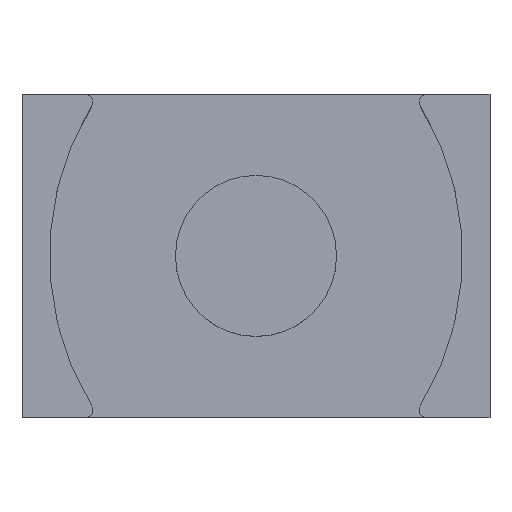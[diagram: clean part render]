
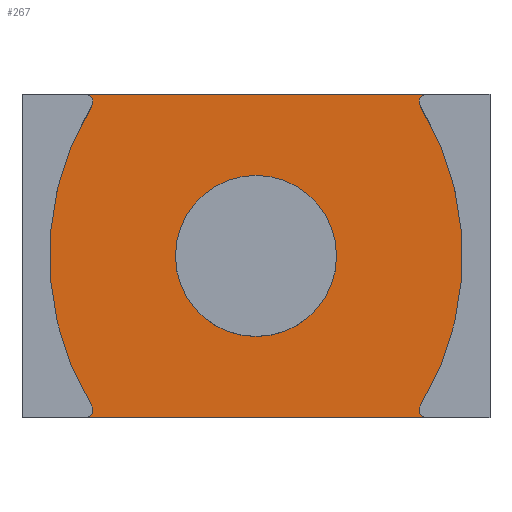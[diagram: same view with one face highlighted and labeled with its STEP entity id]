
A CAD part, top view. The second image highlights one B-rep face of the part: STEP entity #267.
In plain terms, the highlighted planar face has unit normal (0, 0, 1).
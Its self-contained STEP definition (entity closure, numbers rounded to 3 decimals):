
#32 = EDGE_CURVE('',#33,#35,#37,.T.);
#33 = VERTEX_POINT('',#34);
#34 = CARTESIAN_POINT('',(0.,3.657,-3.497));
#35 = VERTEX_POINT('',#36);
#36 = CARTESIAN_POINT('',(0.,-7.493,-3.497));
#37 = CIRCLE('',#38,5.575);
#38 = AXIS2_PLACEMENT_3D('',#39,#40,#41);
#39 = CARTESIAN_POINT('',(0.,-1.918,-3.497));
#40 = DIRECTION('',(0.,0.,-1.));
#41 = DIRECTION('',(0.,-1.,0.));
#74 = EDGE_CURVE('',#75,#77,#79,.T.);
#75 = VERTEX_POINT('',#76);
#76 = CARTESIAN_POINT('',(-11.838,9.282,-3.497));
#77 = VERTEX_POINT('',#78);
#78 = CARTESIAN_POINT('',(-11.38,8.467,-3.497));
#79 = CIRCLE('',#80,0.536);
#80 = AXIS2_PLACEMENT_3D('',#81,#82,#83);
#81 = CARTESIAN_POINT('',(-11.838,8.746,-3.497));
#82 = DIRECTION('',(0.,0.,-1.));
#83 = DIRECTION('',(0.,-1.,0.));
#117 = EDGE_CURVE('',#118,#77,#120,.T.);
#118 = VERTEX_POINT('',#119);
#119 = CARTESIAN_POINT('',(-11.38,-12.302,-3.497));
#120 = CIRCLE('',#121,19.926);
#121 = AXIS2_PLACEMENT_3D('',#122,#123,#124);
#122 = CARTESIAN_POINT('',(5.626,-1.917,-3.497));
#123 = DIRECTION('',(0.,0.,-1.));
#124 = DIRECTION('',(0.,-1.,0.));
#190 = EDGE_CURVE('',#75,#191,#193,.T.);
#191 = VERTEX_POINT('',#192);
#192 = CARTESIAN_POINT('',(11.838,9.282,-3.497));
#193 = LINE('',#194,#195);
#194 = CARTESIAN_POINT('',(0.,9.282,-3.497));
#195 = VECTOR('',#196,1.);
#196 = DIRECTION('',(1.,0.,0.));
#212 = EDGE_CURVE('',#118,#213,#215,.T.);
#213 = VERTEX_POINT('',#214);
#214 = CARTESIAN_POINT('',(-11.837,-13.118,-3.497));
#215 = CIRCLE('',#216,0.536);
#216 = AXIS2_PLACEMENT_3D('',#217,#218,#219);
#217 = CARTESIAN_POINT('',(-11.837,-12.582,-3.497));
#218 = DIRECTION('',(0.,0.,-1.));
#219 = DIRECTION('',(0.,-1.,0.));
#267 = ADVANCED_FACE('',(#268,#278),#317,.T.);
#268 = FACE_BOUND('',#269,.T.);
#269 = EDGE_LOOP('',(#270,#277));
#270 = ORIENTED_EDGE('',*,*,#271,.T.);
#271 = EDGE_CURVE('',#35,#33,#272,.T.);
#272 = CIRCLE('',#273,5.575);
#273 = AXIS2_PLACEMENT_3D('',#274,#275,#276);
#274 = CARTESIAN_POINT('',(0.,-1.918,-3.497));
#275 = DIRECTION('',(0.,0.,-1.));
#276 = DIRECTION('',(0.,-1.,0.));
#277 = ORIENTED_EDGE('',*,*,#32,.T.);
#278 = FACE_BOUND('',#279,.T.);
#279 = EDGE_LOOP('',(#280,#291,#300,#307,#308,#309,#310,#311));
#280 = ORIENTED_EDGE('',*,*,#281,.T.);
#281 = EDGE_CURVE('',#282,#284,#286,.T.);
#282 = VERTEX_POINT('',#283);
#283 = CARTESIAN_POINT('',(11.837,-13.118,-3.497));
#284 = VERTEX_POINT('',#285);
#285 = CARTESIAN_POINT('',(11.38,-12.302,-3.497));
#286 = CIRCLE('',#287,0.536);
#287 = AXIS2_PLACEMENT_3D('',#288,#289,#290);
#288 = CARTESIAN_POINT('',(11.837,-12.582,-3.497));
#289 = DIRECTION('',(0.,0.,-1.));
#290 = DIRECTION('',(0.,-1.,0.));
#291 = ORIENTED_EDGE('',*,*,#292,.T.);
#292 = EDGE_CURVE('',#284,#293,#295,.T.);
#293 = VERTEX_POINT('',#294);
#294 = CARTESIAN_POINT('',(11.38,8.467,-3.497));
#295 = CIRCLE('',#296,19.926);
#296 = AXIS2_PLACEMENT_3D('',#297,#298,#299);
#297 = CARTESIAN_POINT('',(-5.626,-1.917,-3.497));
#298 = DIRECTION('',(0.,0.,1.));
#299 = DIRECTION('',(0.,-1.,0.));
#300 = ORIENTED_EDGE('',*,*,#301,.T.);
#301 = EDGE_CURVE('',#293,#191,#302,.T.);
#302 = CIRCLE('',#303,0.536);
#303 = AXIS2_PLACEMENT_3D('',#304,#305,#306);
#304 = CARTESIAN_POINT('',(11.838,8.746,-3.497));
#305 = DIRECTION('',(0.,0.,-1.));
#306 = DIRECTION('',(0.,-1.,0.));
#307 = ORIENTED_EDGE('',*,*,#190,.F.);
#308 = ORIENTED_EDGE('',*,*,#74,.T.);
#309 = ORIENTED_EDGE('',*,*,#117,.F.);
#310 = ORIENTED_EDGE('',*,*,#212,.T.);
#311 = ORIENTED_EDGE('',*,*,#312,.T.);
#312 = EDGE_CURVE('',#213,#282,#313,.T.);
#313 = LINE('',#314,#315);
#314 = CARTESIAN_POINT('',(0.,-13.118,-3.497));
#315 = VECTOR('',#316,1.);
#316 = DIRECTION('',(1.,0.,0.));
#317 = PLANE('',#318);
#318 = AXIS2_PLACEMENT_3D('',#319,#320,#321);
#319 = CARTESIAN_POINT('',(-14.472,-13.118,-3.497));
#320 = DIRECTION('',(0.,0.,1.));
#321 = DIRECTION('',(1.,0.,0.));
